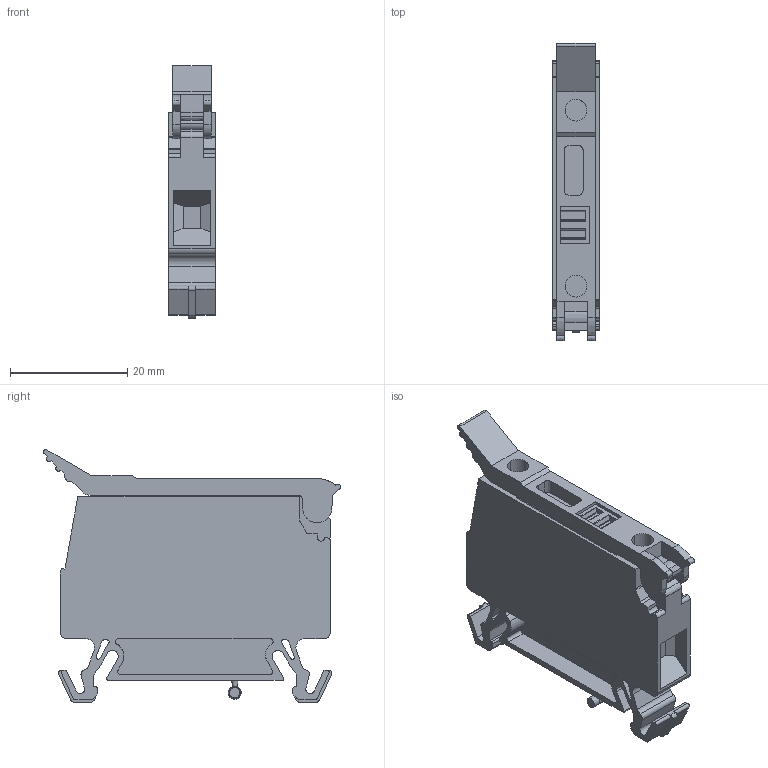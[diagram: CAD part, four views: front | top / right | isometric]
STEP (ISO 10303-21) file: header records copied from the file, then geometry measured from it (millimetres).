
FILE_DESCRIPTION(('CATIA V5 STEP Exchange','CAx-IF Rec.Pracs.--- Model Styling and Organization---1.5--- 2016-08-15','CAx-IF Rec.Pracs.---Supplemental Geometry---1.0---2011-11-01','CAx-IF Rec.Pracs.--- Composite Materials ---1.1---2010-07-15'),'2;1');
FILE_NAME ('D1458564_1', '2024-05-28T06:22:27+00:00', ('none'), ('Weidmueller'), 'CATIA Version 5-6 Release 2022 SP4 HF5', 'CATIA V5 STEP AP214 v3', 'none');
FILE_SCHEMA(('AUTOMOTIVE_DESIGN { 1 0 10303 214 1 1 1 1 }'));
Length unit declared in the file: millimetre
Products named in the file (1): 1886580000_WSI_4
Bounding box: 8 x 50.67 x 43.1 mm (x, y, z)
Volume: 8275.5 mm3; surface area: 7298.7 mm2
Topology: 2 solids, 2 shells, 345 faces, 990 edges, 665 vertices
Faces by surface type: plane 215, cylinder 104, extrusion 20, cone 6
Entity records: 11679 total; most frequent: CARTESIAN_POINT 2706, ORIENTED_EDGE 1980, DIRECTION 1419, EDGE_CURVE 990, VECTOR 738, LINE 718, VERTEX_POINT 665, AXIS2_PLACEMENT_3D 445
